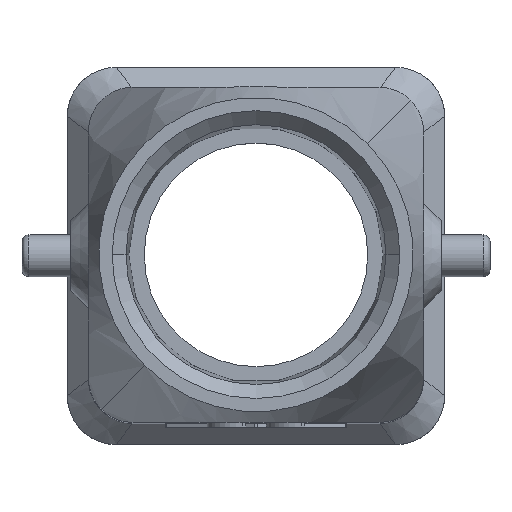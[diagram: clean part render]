
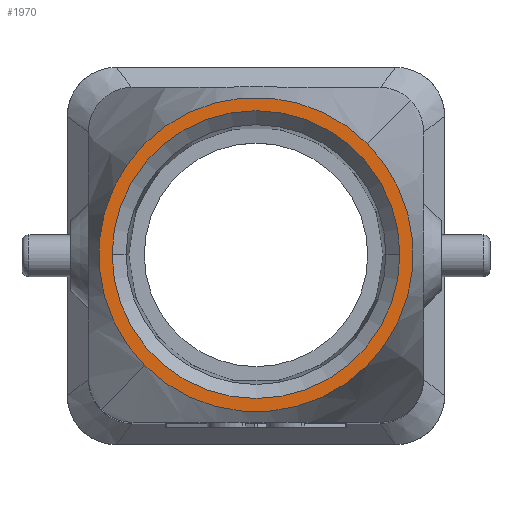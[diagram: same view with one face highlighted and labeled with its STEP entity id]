
A CAD part, top view. The second image highlights one B-rep face of the part: STEP entity #1970.
In plain terms, the highlighted planar face has unit normal (0, 0, 1).
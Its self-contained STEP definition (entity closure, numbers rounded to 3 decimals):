
#1620=CARTESIAN_POINT('',(0.,0.,57.));
#1630=DIRECTION('',(0.,0.,1.));
#1640=DIRECTION('',(1.,0.,0.));
#1650=AXIS2_PLACEMENT_3D('',#1620,#1630,#1640);
#1660=PLANE('',#1650);
#1670=CARTESIAN_POINT('',(42.466,40.359,57.));
#1680=DIRECTION('',(0.,0.,-1.));
#1690=DIRECTION('',(-0.707,-0.707,0.));
#1700=AXIS2_PLACEMENT_3D('',#1670,#1680,#1690);
#1710=CIRCLE('',#1700,11.25);
#1720=CARTESIAN_POINT('',(34.511,32.404,57.));
#1730=VERTEX_POINT('',#1720);
#1740=CARTESIAN_POINT('',(50.421,48.314,57.));
#1750=VERTEX_POINT('',#1740);
#1760=EDGE_CURVE('',#1730,#1750,#1710,.T.);
#1770=ORIENTED_EDGE('',*,*,#1760,.F.);
#1780=EDGE_CURVE('',#1750,#1730,#1710,.T.);
#1790=ORIENTED_EDGE('',*,*,#1780,.F.);
#1800=EDGE_LOOP('',(#1790,#1770));
#1810=FACE_OUTER_BOUND('',#1800,.T.);
#1820=CARTESIAN_POINT('',(42.466,40.359,57.));
#1830=DIRECTION('',(0.,0.,1.));
#1840=DIRECTION('',(1.,0.,0.));
#1850=AXIS2_PLACEMENT_3D('',#1820,#1830,#1840);
#1860=CIRCLE('',#1850,10.3);
#1870=CARTESIAN_POINT('',(52.766,40.359,57.));
#1880=VERTEX_POINT('',#1870);
#1890=CARTESIAN_POINT('',(32.166,40.359,57.));
#1900=VERTEX_POINT('',#1890);
#1910=EDGE_CURVE('',#1880,#1900,#1860,.T.);
#1920=ORIENTED_EDGE('',*,*,#1910,.F.);
#1930=EDGE_CURVE('',#1900,#1880,#1860,.T.);
#1940=ORIENTED_EDGE('',*,*,#1930,.F.);
#1950=EDGE_LOOP('',(#1940,#1920));
#1960=FACE_BOUND('',#1950,.T.);
#1970=ADVANCED_FACE('',(#1810,#1960),#1660,.T.);
